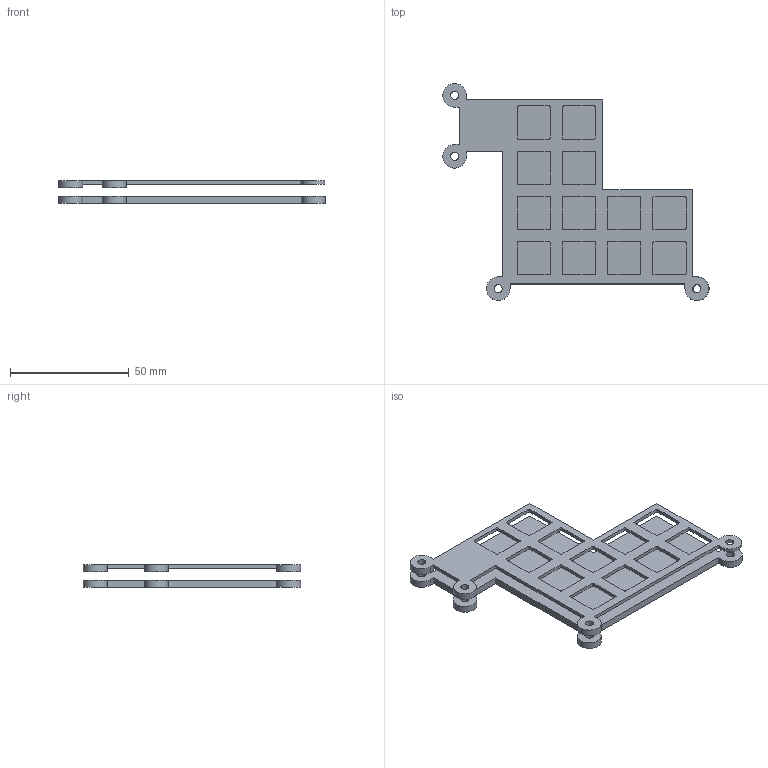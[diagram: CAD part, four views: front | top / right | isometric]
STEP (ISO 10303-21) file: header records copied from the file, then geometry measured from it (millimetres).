
FILE_DESCRIPTION(/* description */ (''),/* implementation_level */ '2;1');
FILE_NAME(/* name */ 'sandwichcase(Assembly)_.step',/* time_stamp */ '2026-01-31T22:24:36+05:30',/* author */ (''),/* organization */ (''),/* preprocessor_version */ 'ST-DEVELOPER v20.1',/* originating_system */ 'Autodesk Translation Framework v14.24.0.0',/* authorisation */ '');
FILE_SCHEMA (('AUTOMOTIVE_DESIGN { 1 0 10303 214 3 1 1 }'));
Length unit declared in the file: millimetre
Products named in the file (3): 2026-01-31-17-50-46-759; 2026-01-31-14-52-26-146; 2026-01-30-17-43-39-833
Assembly tree (2 placements, depth 2):
  2026-01-31-17-50-46-759
    2026-01-31-14-52-26-146
    2026-01-30-17-43-39-833
Bounding box: 112.16 x 91.47 x 9.5 mm (x, y, z)
Volume: 21034 mm3; surface area: 20571.9 mm2
Topology: 2 solids, 2 shells, 405 faces, 1152 edges, 766 vertices
Faces by surface type: plane 194, bspline 147, cylinder 64
Full cylindrical faces by diameter (mm): 3.4 x8
Entity records: 14641 total; most frequent: CARTESIAN_POINT 4827, ORIENTED_EDGE 2304, DIRECTION 1512, EDGE_CURVE 1152, VERTEX_POINT 766, LINE 730, VECTOR 730, EDGE_LOOP 460
